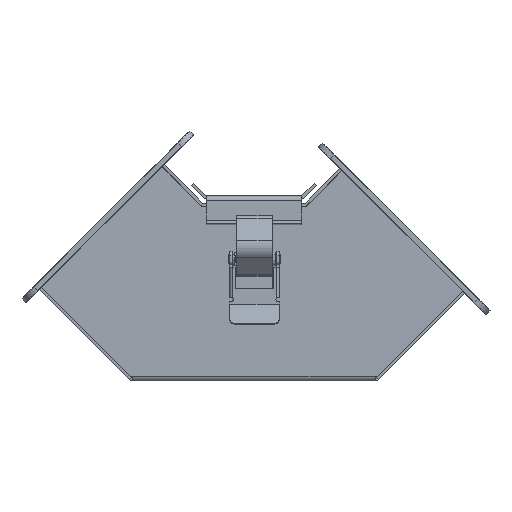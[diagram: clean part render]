
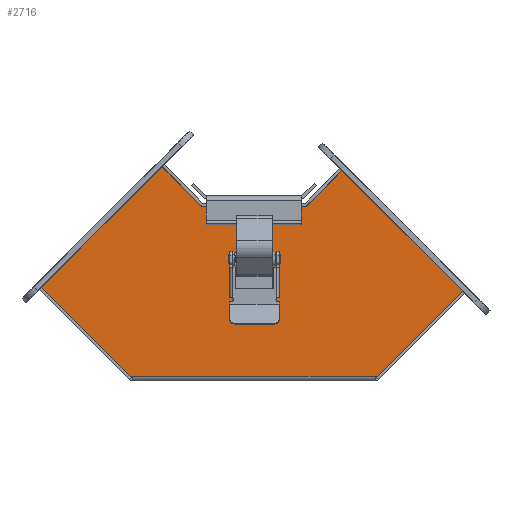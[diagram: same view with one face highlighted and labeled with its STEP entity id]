
A CAD part, front view. The second image highlights one B-rep face of the part: STEP entity #2716.
In plain terms, the highlighted planar face has unit normal (0, -1, 0).
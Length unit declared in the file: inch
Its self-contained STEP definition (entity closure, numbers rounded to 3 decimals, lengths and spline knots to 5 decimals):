
#19 = VERTEX_POINT ( 'NONE', #7415 ) ;
#186 = FACE_OUTER_BOUND ( 'NONE', #7165, .T. ) ;
#228 = CARTESIAN_POINT ( 'NONE',  ( -1.178, -2., 3.948 ) ) ;
#429 = EDGE_CURVE ( 'NONE', #7720, #1575, #8977, .T. ) ;
#504 = VECTOR ( 'NONE', #6462, 39.37008 ) ;
#549 = EDGE_CURVE ( 'NONE', #2113, #3598, #3417, .T. ) ;
#606 = CARTESIAN_POINT ( 'NONE',  ( -4.8125, -2., 4.851 ) ) ;
#674 = VERTEX_POINT ( 'NONE', #5742 ) ;
#855 = VERTEX_POINT ( 'NONE', #9416 ) ;
#1121 = CARTESIAN_POINT ( 'NONE',  ( -2.0838, -2., 4.8538 ) ) ;
#1379 = VECTOR ( 'NONE', #9921, 39.37008 ) ;
#1575 = VERTEX_POINT ( 'NONE', #1905 ) ;
#1641 = CARTESIAN_POINT ( 'NONE',  ( -2.79121, -2., 0.108 ) ) ;
#1697 = VERTEX_POINT ( 'NONE', #7896 ) ;
#1905 = CARTESIAN_POINT ( 'NONE',  ( 2.081, -2., 4.851 ) ) ;
#2034 = DIRECTION ( 'NONE',  ( 0.707, 0., -0.707 ) ) ;
#2113 = VERTEX_POINT ( 'NONE', #4038 ) ;
#2171 = CARTESIAN_POINT ( 'NONE',  ( 2.08661, -2., 4.851 ) ) ;
#2590 = ORIENTED_EDGE ( 'NONE', *, *, #6549, .T. ) ;
#2716 = ADVANCED_FACE ( 'NONE', ( #186 ), #4992, .T. ) ;
#2808 = LINE ( 'NONE', #7745, #5400 ) ;
#2948 = VECTOR ( 'NONE', #2034, 39.37008 ) ;
#3199 = ORIENTED_EDGE ( 'NONE', *, *, #4229, .F. ) ;
#3269 = EDGE_CURVE ( 'NONE', #674, #855, #9962, .T. ) ;
#3285 = VECTOR ( 'NONE', #9812, 39.37008 ) ;
#3373 = LINE ( 'NONE', #6573, #6656 ) ;
#3417 = LINE ( 'NONE', #228, #3285 ) ;
#3598 = VERTEX_POINT ( 'NONE', #3712 ) ;
#3712 = CARTESIAN_POINT ( 'NONE',  ( 1.178, -2., 3.948 ) ) ;
#3713 = CARTESIAN_POINT ( 'NONE',  ( 4.81041, -2., 2.1272 ) ) ;
#3909 = ORIENTED_EDGE ( 'NONE', *, *, #6079, .F. ) ;
#3918 = EDGE_CURVE ( 'NONE', #4796, #674, #6673, .T. ) ;
#3951 = ORIENTED_EDGE ( 'NONE', *, *, #549, .F. ) ;
#4038 = CARTESIAN_POINT ( 'NONE',  ( -1.178, -2., 3.948 ) ) ;
#4229 = EDGE_CURVE ( 'NONE', #8581, #1697, #5918, .T. ) ;
#4407 = DIRECTION ( 'NONE',  ( 0.707, 0., 0.707 ) ) ;
#4409 = CARTESIAN_POINT ( 'NONE',  ( 1.178, -2., 3.948 ) ) ;
#4662 = ORIENTED_EDGE ( 'NONE', *, *, #3269, .F. ) ;
#4796 = VERTEX_POINT ( 'NONE', #1641 ) ;
#4871 = ORIENTED_EDGE ( 'NONE', *, *, #6286, .F. ) ;
#4892 = CARTESIAN_POINT ( 'NONE',  ( -4.8125, -2., 4.851 ) ) ;
#4948 = CARTESIAN_POINT ( 'NONE',  ( -4.8125, -2., 4.851 ) ) ;
#4992 = PLANE ( 'NONE',  #8654 ) ;
#5241 = DIRECTION ( 'NONE',  ( 0.707, 0., 0.707 ) ) ;
#5395 = EDGE_CURVE ( 'NONE', #19, #2113, #9991, .T. ) ;
#5400 = VECTOR ( 'NONE', #5998, 39.37008 ) ;
#5742 = CARTESIAN_POINT ( 'NONE',  ( -4.81041, -2., 2.1272 ) ) ;
#5918 = LINE ( 'NONE', #7499, #9940 ) ;
#5998 = DIRECTION ( 'NONE',  ( 0.707, 0., -0.707 ) ) ;
#6079 = EDGE_CURVE ( 'NONE', #7720, #8581, #2808, .T. ) ;
#6286 = EDGE_CURVE ( 'NONE', #1697, #4796, #3373, .T. ) ;
#6301 = LINE ( 'NONE', #606, #9169 ) ;
#6421 = DIRECTION ( 'NONE',  ( 0., 0., -1. ) ) ;
#6462 = DIRECTION ( 'NONE',  ( -1., 0., 0. ) ) ;
#6549 = EDGE_CURVE ( 'NONE', #19, #855, #6301, .T. ) ;
#6573 = CARTESIAN_POINT ( 'NONE',  ( -4.8125, -2., 0.108 ) ) ;
#6656 = VECTOR ( 'NONE', #8196, 39.37008 ) ;
#6673 = LINE ( 'NONE', #9869, #1379 ) ;
#7160 = ORIENTED_EDGE ( 'NONE', *, *, #3918, .F. ) ;
#7165 = EDGE_LOOP ( 'NONE', ( #8795, #2590, #4662, #7160, #4871, #3199, #3909, #8258, #9472, #3951 ) ) ;
#7415 = CARTESIAN_POINT ( 'NONE',  ( -2.081, -2., 4.851 ) ) ;
#7427 = VECTOR ( 'NONE', #4407, 39.37008 ) ;
#7499 = CARTESIAN_POINT ( 'NONE',  ( 4.81041, -2., 2.1272 ) ) ;
#7524 = VECTOR ( 'NONE', #5241, 39.37008 ) ;
#7720 = VERTEX_POINT ( 'NONE', #2171 ) ;
#7745 = CARTESIAN_POINT ( 'NONE',  ( 2.0838, -2., 4.8538 ) ) ;
#7896 = CARTESIAN_POINT ( 'NONE',  ( 2.79121, -2., 0.108 ) ) ;
#8196 = DIRECTION ( 'NONE',  ( -1., 0., 0. ) ) ;
#8258 = ORIENTED_EDGE ( 'NONE', *, *, #429, .T. ) ;
#8398 = LINE ( 'NONE', #4409, #7524 ) ;
#8581 = VERTEX_POINT ( 'NONE', #3713 ) ;
#8654 = AXIS2_PLACEMENT_3D ( 'NONE', #4948, #8835, #6421 ) ;
#8795 = ORIENTED_EDGE ( 'NONE', *, *, #5395, .F. ) ;
#8835 = DIRECTION ( 'NONE',  ( 0., -1., 0. ) ) ;
#8968 = DIRECTION ( 'NONE',  ( -0.707, 0., -0.707 ) ) ;
#8977 = LINE ( 'NONE', #4892, #504 ) ;
#9169 = VECTOR ( 'NONE', #10234, 39.37008 ) ;
#9209 = CARTESIAN_POINT ( 'NONE',  ( -1.178, -2., 3.948 ) ) ;
#9416 = CARTESIAN_POINT ( 'NONE',  ( -2.08661, -2., 4.851 ) ) ;
#9472 = ORIENTED_EDGE ( 'NONE', *, *, #9815, .F. ) ;
#9812 = DIRECTION ( 'NONE',  ( 1., 0., 0. ) ) ;
#9815 = EDGE_CURVE ( 'NONE', #3598, #1575, #8398, .T. ) ;
#9869 = CARTESIAN_POINT ( 'NONE',  ( -4.81041, -2., 2.1272 ) ) ;
#9921 = DIRECTION ( 'NONE',  ( -0.707, 0., 0.707 ) ) ;
#9940 = VECTOR ( 'NONE', #8968, 39.37008 ) ;
#9962 = LINE ( 'NONE', #1121, #7427 ) ;
#9991 = LINE ( 'NONE', #9209, #2948 ) ;
#10234 = DIRECTION ( 'NONE',  ( -1., 0., 0. ) ) ;
